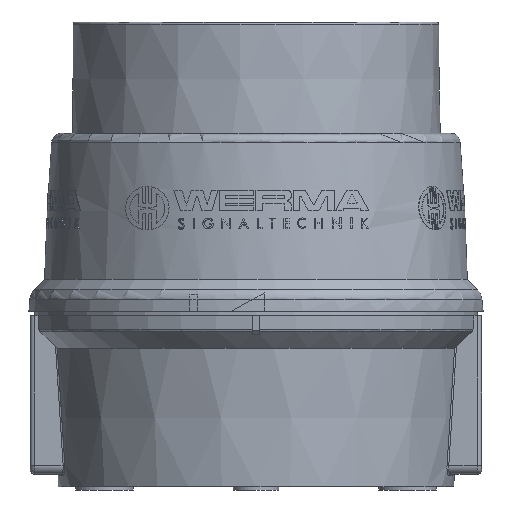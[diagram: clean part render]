
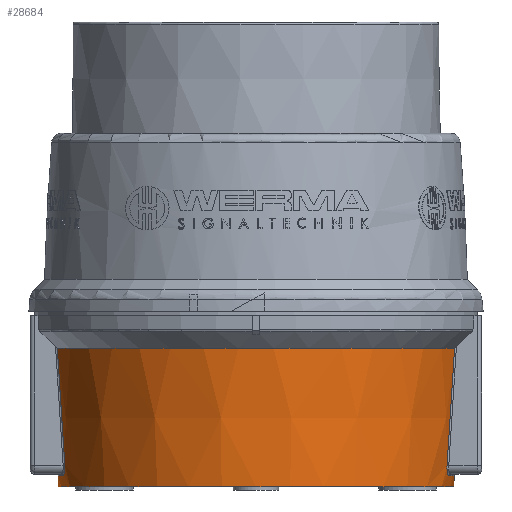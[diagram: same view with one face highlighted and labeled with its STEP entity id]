
A CAD part, left-side view. The second image highlights one B-rep face of the part: STEP entity #28684.
In plain terms, the highlighted conical face has half-angle 4 degrees and reference radius 66.8 mm.
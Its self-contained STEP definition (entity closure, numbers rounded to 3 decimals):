
#1186=CONICAL_SURFACE('',#31961,66.8,0.07);
#1857=B_SPLINE_CURVE_WITH_KNOTS('',3,(#54430,#54431,#54432,#54433),
 .UNSPECIFIED.,.F.,.F.,(4,4),(0.,3.872),.UNSPECIFIED.);
#1858=B_SPLINE_CURVE_WITH_KNOTS('',3,(#54461,#54462,#54463,#54464,#54465),
 .UNSPECIFIED.,.F.,.F.,(4,1,4),(0.,0.319,0.559),
 .UNSPECIFIED.);
#1859=B_SPLINE_CURVE_WITH_KNOTS('',3,(#54498,#54499,#54500,#54501,#54502),
 .UNSPECIFIED.,.F.,.F.,(4,1,4),(0.,0.24,0.559),
 .UNSPECIFIED.);
#1861=B_SPLINE_CURVE_WITH_KNOTS('',3,(#54535,#54536,#54537,#54538),
 .UNSPECIFIED.,.F.,.F.,(4,4),(1.137,5.009),
 .UNSPECIFIED.);
#1863=B_SPLINE_CURVE_WITH_KNOTS('',3,(#54553,#54554,#54555,#54556,#54557),
 .UNSPECIFIED.,.F.,.F.,(4,1,4),(0.,0.24,0.559),
 .UNSPECIFIED.);
#1864=B_SPLINE_CURVE_WITH_KNOTS('',3,(#54558,#54559,#54560,#54561),
 .UNSPECIFIED.,.F.,.F.,(4,4),(1.137,5.009),
 .UNSPECIFIED.);
#1865=B_SPLINE_CURVE_WITH_KNOTS('',3,(#54565,#54566,#54567,#54568),
 .UNSPECIFIED.,.F.,.F.,(4,4),(0.,3.872),
 .UNSPECIFIED.);
#1866=B_SPLINE_CURVE_WITH_KNOTS('',3,(#54570,#54571,#54572,#54573,#54574),
 .UNSPECIFIED.,.F.,.F.,(4,1,4),(0.,0.32,
0.559),.UNSPECIFIED.);
#3623=FACE_OUTER_BOUND('',#5566,.T.);
#5566=EDGE_LOOP('',(#24423,#24424,#24425,#24426,#24427,#24428,#24429,#24430,
#24431,#24432,#24433,#24434,#24435,#24436,#24437,#24438,#24439));
#7580=LINE('',#54549,#9221);
#9221=VECTOR('',#39289,66.8);
#10396=CIRCLE('',#31953,68.4);
#10400=CIRCLE('',#31958,65.455);
#10403=CIRCLE('',#31962,65.2);
#10404=CIRCLE('',#31963,65.2);
#10405=CIRCLE('',#31964,65.455);
#10406=CIRCLE('',#31965,68.4);
#10407=CIRCLE('',#31966,65.455);
#12842=VERTEX_POINT('',#54346);
#12843=VERTEX_POINT('',#54381);
#12848=VERTEX_POINT('',#54428);
#12849=VERTEX_POINT('',#54459);
#12850=VERTEX_POINT('',#54467);
#12851=VERTEX_POINT('',#54496);
#12852=VERTEX_POINT('',#54523);
#12854=VERTEX_POINT('',#54544);
#12855=VERTEX_POINT('',#54545);
#12856=VERTEX_POINT('',#54548);
#12857=VERTEX_POINT('',#54550);
#12858=VERTEX_POINT('',#54552);
#12859=VERTEX_POINT('',#54562);
#12860=VERTEX_POINT('',#54564);
#12861=VERTEX_POINT('',#54569);
#16802=EDGE_CURVE('',#12843,#12842,#10396,.T.);
#16810=EDGE_CURVE('',#12848,#12842,#1857,.T.);
#16812=EDGE_CURVE('',#12849,#12848,#1858,.T.);
#16814=EDGE_CURVE('',#12850,#12849,#10400,.T.);
#16817=EDGE_CURVE('',#12851,#12850,#1859,.T.);
#16819=EDGE_CURVE('',#12852,#12851,#1861,.T.);
#16821=EDGE_CURVE('',#12854,#12855,#10403,.T.);
#16822=EDGE_CURVE('',#12855,#12854,#10404,.T.);
#16823=EDGE_CURVE('',#12855,#12856,#7580,.T.);
#16824=EDGE_CURVE('',#12857,#12856,#10405,.T.);
#16825=EDGE_CURVE('',#12858,#12857,#1863,.T.);
#16826=EDGE_CURVE('',#12843,#12858,#1864,.T.);
#16827=EDGE_CURVE('',#12852,#12859,#10406,.T.);
#16828=EDGE_CURVE('',#12860,#12859,#1865,.T.);
#16829=EDGE_CURVE('',#12861,#12860,#1866,.T.);
#16830=EDGE_CURVE('',#12856,#12861,#10407,.T.);
#24423=ORIENTED_EDGE('',*,*,#16821,.F.);
#24424=ORIENTED_EDGE('',*,*,#16822,.F.);
#24425=ORIENTED_EDGE('',*,*,#16823,.T.);
#24426=ORIENTED_EDGE('',*,*,#16824,.F.);
#24427=ORIENTED_EDGE('',*,*,#16825,.F.);
#24428=ORIENTED_EDGE('',*,*,#16826,.F.);
#24429=ORIENTED_EDGE('',*,*,#16802,.T.);
#24430=ORIENTED_EDGE('',*,*,#16810,.F.);
#24431=ORIENTED_EDGE('',*,*,#16812,.F.);
#24432=ORIENTED_EDGE('',*,*,#16814,.F.);
#24433=ORIENTED_EDGE('',*,*,#16817,.F.);
#24434=ORIENTED_EDGE('',*,*,#16819,.F.);
#24435=ORIENTED_EDGE('',*,*,#16827,.T.);
#24436=ORIENTED_EDGE('',*,*,#16828,.F.);
#24437=ORIENTED_EDGE('',*,*,#16829,.F.);
#24438=ORIENTED_EDGE('',*,*,#16830,.F.);
#24439=ORIENTED_EDGE('',*,*,#16823,.F.);
#28684=ADVANCED_FACE('',(#3623),#1186,.T.);
#31953=AXIS2_PLACEMENT_3D('',#54382,#39265,#39266);
#31958=AXIS2_PLACEMENT_3D('',#54469,#39277,#39278);
#31961=AXIS2_PLACEMENT_3D('',#54543,#39283,#39284);
#31962=AXIS2_PLACEMENT_3D('',#54546,#39285,#39286);
#31963=AXIS2_PLACEMENT_3D('',#54547,#39287,#39288);
#31964=AXIS2_PLACEMENT_3D('',#54551,#39290,#39291);
#31965=AXIS2_PLACEMENT_3D('',#54563,#39292,#39293);
#31966=AXIS2_PLACEMENT_3D('',#54575,#39294,#39295);
#39265=DIRECTION('center_axis',(0.,0.,-1.));
#39266=DIRECTION('ref_axis',(0.,1.,0.));
#39277=DIRECTION('center_axis',(0.,0.,1.));
#39278=DIRECTION('ref_axis',(0.,1.,0.));
#39283=DIRECTION('center_axis',(0.,0.,1.));
#39284=DIRECTION('ref_axis',(0.,1.,0.));
#39285=DIRECTION('center_axis',(0.,0.,-1.));
#39286=DIRECTION('ref_axis',(0.,1.,0.));
#39287=DIRECTION('center_axis',(0.,0.,-1.));
#39288=DIRECTION('ref_axis',(0.,1.,0.));
#39289=DIRECTION('',(0.,-0.07,0.998));
#39290=DIRECTION('center_axis',(0.,0.,1.));
#39291=DIRECTION('ref_axis',(0.,-1.,0.));
#39292=DIRECTION('center_axis',(0.,0.,-1.));
#39293=DIRECTION('ref_axis',(0.,1.,0.));
#39294=DIRECTION('center_axis',(0.,0.,1.));
#39295=DIRECTION('ref_axis',(0.,-1.,0.));
#54346=CARTESIAN_POINT('',(-19.619,65.526,45.762));
#54381=CARTESIAN_POINT('',(-19.619,-65.526,45.762));
#54382=CARTESIAN_POINT('Origin',(0.,0.,45.762));
#54428=CARTESIAN_POINT('',(-18.515,63.036,7.139));
#54430=CARTESIAN_POINT('Ctrl Pts',(-18.515,63.036,7.139));
#54431=CARTESIAN_POINT('Ctrl Pts',(-18.883,63.867,20.013));
#54432=CARTESIAN_POINT('Ctrl Pts',(-19.251,64.696,32.888));
#54433=CARTESIAN_POINT('Ctrl Pts',(-19.619,65.526,45.762));
#54459=CARTESIAN_POINT('',(-14.948,63.725,3.642));
#54461=CARTESIAN_POINT('Ctrl Pts',(-14.948,63.725,3.642));
#54462=CARTESIAN_POINT('Ctrl Pts',(-15.975,63.484,3.642));
#54463=CARTESIAN_POINT('Ctrl Pts',(-17.778,63.064,4.471));
#54464=CARTESIAN_POINT('Ctrl Pts',(-18.492,62.985,6.342));
#54465=CARTESIAN_POINT('Ctrl Pts',(-18.515,63.036,7.139));
#54467=CARTESIAN_POINT('',(14.948,63.725,3.642));
#54469=CARTESIAN_POINT('Origin',(0.,0.,3.642));
#54496=CARTESIAN_POINT('',(18.515,63.036,7.139));
#54498=CARTESIAN_POINT('Ctrl Pts',(18.515,63.036,7.139));
#54499=CARTESIAN_POINT('Ctrl Pts',(18.492,62.985,6.342));
#54500=CARTESIAN_POINT('Ctrl Pts',(17.791,63.062,4.485));
#54501=CARTESIAN_POINT('Ctrl Pts',(15.976,63.484,3.642));
#54502=CARTESIAN_POINT('Ctrl Pts',(14.948,63.725,3.642));
#54523=CARTESIAN_POINT('',(19.619,65.526,45.762));
#54535=CARTESIAN_POINT('Ctrl Pts',(19.619,65.526,45.762));
#54536=CARTESIAN_POINT('Ctrl Pts',(19.251,64.696,32.888));
#54537=CARTESIAN_POINT('Ctrl Pts',(18.883,63.867,20.013));
#54538=CARTESIAN_POINT('Ctrl Pts',(18.515,63.036,7.139));
#54543=CARTESIAN_POINT('Origin',(0.,0.,22.881));
#54544=CARTESIAN_POINT('',(0.,65.2,0.));
#54545=CARTESIAN_POINT('',(0.,-65.2,0.));
#54546=CARTESIAN_POINT('Origin',(0.,0.,0.));
#54547=CARTESIAN_POINT('Origin',(0.,0.,0.));
#54548=CARTESIAN_POINT('',(0.,-65.455,3.642));
#54549=CARTESIAN_POINT('',(0.,-66.8,22.881));
#54550=CARTESIAN_POINT('',(-14.948,-63.725,3.642));
#54551=CARTESIAN_POINT('Origin',(0.,0.,3.642));
#54552=CARTESIAN_POINT('',(-18.515,-63.036,7.139));
#54553=CARTESIAN_POINT('Ctrl Pts',(-18.515,-63.036,
7.139));
#54554=CARTESIAN_POINT('Ctrl Pts',(-18.492,-62.985,
6.342));
#54555=CARTESIAN_POINT('Ctrl Pts',(-17.778,-63.064,
4.471));
#54556=CARTESIAN_POINT('Ctrl Pts',(-15.975,-63.484,3.642));
#54557=CARTESIAN_POINT('Ctrl Pts',(-14.948,-63.725,
3.642));
#54558=CARTESIAN_POINT('Ctrl Pts',(-19.619,-65.526,45.762));
#54559=CARTESIAN_POINT('Ctrl Pts',(-19.251,-64.696,
32.888));
#54560=CARTESIAN_POINT('Ctrl Pts',(-18.883,-63.867,
20.013));
#54561=CARTESIAN_POINT('Ctrl Pts',(-18.515,-63.036,
7.139));
#54562=CARTESIAN_POINT('',(19.619,-65.526,45.762));
#54563=CARTESIAN_POINT('Origin',(0.,0.,45.762));
#54564=CARTESIAN_POINT('',(18.515,-63.036,7.139));
#54565=CARTESIAN_POINT('Ctrl Pts',(18.515,-63.036,7.139));
#54566=CARTESIAN_POINT('Ctrl Pts',(18.883,-63.867,20.013));
#54567=CARTESIAN_POINT('Ctrl Pts',(19.251,-64.696,32.888));
#54568=CARTESIAN_POINT('Ctrl Pts',(19.619,-65.526,45.762));
#54569=CARTESIAN_POINT('',(14.948,-63.725,3.642));
#54570=CARTESIAN_POINT('Ctrl Pts',(14.948,-63.725,3.642));
#54571=CARTESIAN_POINT('Ctrl Pts',(15.976,-63.484,3.642));
#54572=CARTESIAN_POINT('Ctrl Pts',(17.791,-63.062,4.485));
#54573=CARTESIAN_POINT('Ctrl Pts',(18.492,-62.985,6.342));
#54574=CARTESIAN_POINT('Ctrl Pts',(18.515,-63.036,7.139));
#54575=CARTESIAN_POINT('Origin',(0.,0.,3.642));
